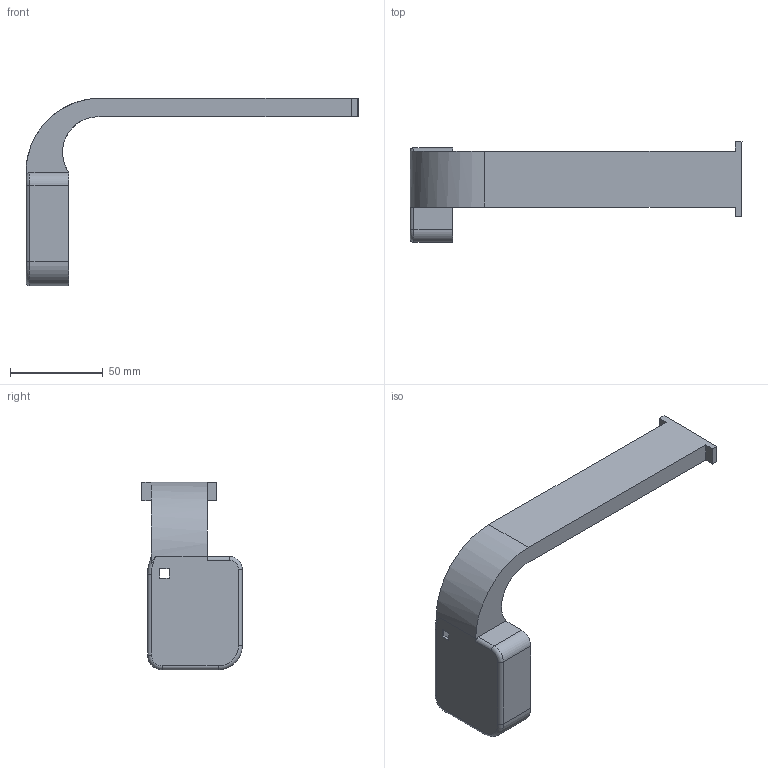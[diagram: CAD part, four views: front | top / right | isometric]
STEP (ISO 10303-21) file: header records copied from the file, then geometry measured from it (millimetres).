
FILE_DESCRIPTION(/* description */ ('STEP AP242','CAx-IF Rec.Pracs.---Representation and Presentation of Product Manufacturing Information (PMI)---4.0---2014-10-13','CAx-IF Rec.Pracs.---3D Tessellated Geometry---0.4---2014-09-14','2;1'),/* implementation_level */ '2;1');
FILE_NAME(/* name */ '6874a65a67aec33318780cbc',/* time_stamp */ '2025-07-14T06:40:26Z',/* author */ (''),/* organization */ (''),/* preprocessor_version */ 'ST-DEVELOPER v20',/* originating_system */ 'ONSHAPE BY PTC INC, 1.200',/* authorisation */ ' ');
FILE_SCHEMA (('AP242_MANAGED_MODEL_BASED_3D_ENGINEERING_MIM_LF { 1 0 10303 442 1 1 4 }'));
Length unit declared in the file: metre
Products named in the file (1): Arm
Bounding box: 178.59 x 54.14 x 101 mm (x, y, z)
Volume: 42301.8 mm3; surface area: 39537.8 mm2
Topology: 1 solids, 1 shells, 83 faces, 227 edges, 149 vertices
Faces by surface type: plane 58, cylinder 21, torus 4
Entity records: 2654 total; most frequent: CARTESIAN_POINT 469, ORIENTED_EDGE 454, DIRECTION 443, EDGE_CURVE 227, LINE 175, VECTOR 175, VERTEX_POINT 149, AXIS2_PLACEMENT_3D 134
